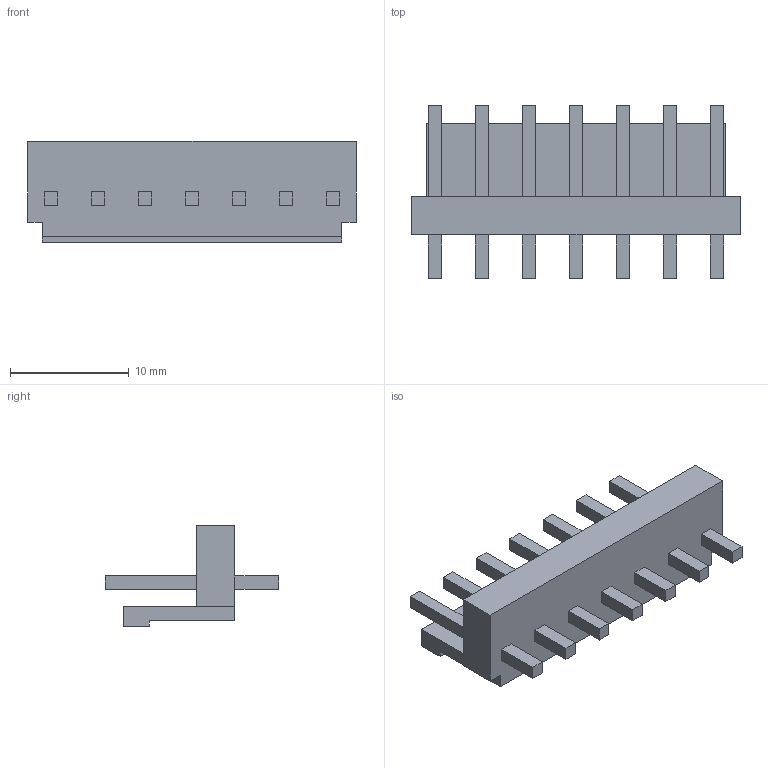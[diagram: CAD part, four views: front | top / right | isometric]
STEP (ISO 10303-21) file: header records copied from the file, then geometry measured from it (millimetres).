
FILE_DESCRIPTION (( 'STEP AP214' ), '1' );
FILE_NAME ('B7P-VH.STEP', '2010-06-15T05:00:39', ( 'JSTOEC' ), ( '' ), 'SwSTEP 2.0', 'SolidWorks 2005235', '' );
FILE_SCHEMA (( 'AUTOMOTIVE_DESIGN' ));
Length unit declared in the file: millimetre
Products named in the file (1): B7P-VH
Bounding box: 27.66 x 14.6 x 8.5 mm (x, y, z)
Volume: 1017.1 mm3; surface area: 1382.9 mm2
Topology: 1 solids, 1 shells, 84 faces, 202 edges, 134 vertices
Faces by surface type: plane 84
Entity records: 3183 total; most frequent: CARTESIAN_POINT 421, ORIENTED_EDGE 404, DIRECTION 372, EDGE_CURVE 202, VECTOR 202, LINE 202, VERTEX_POINT 134, EDGE_LOOP 98
